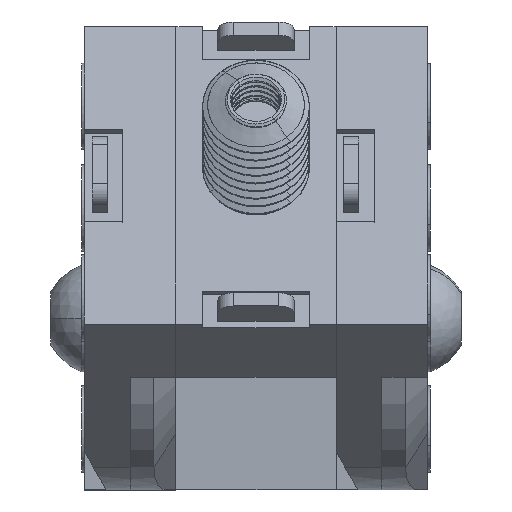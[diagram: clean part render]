
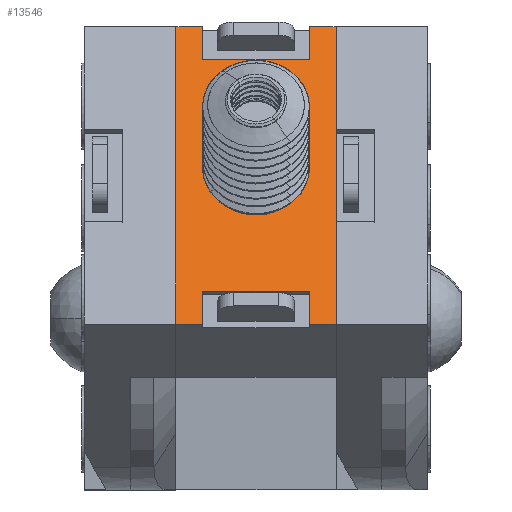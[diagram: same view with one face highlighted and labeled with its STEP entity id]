
A CAD part, front view. The second image highlights one B-rep face of the part: STEP entity #13546.
In plain terms, the highlighted planar face has unit normal (0, -0.866, 0.5).
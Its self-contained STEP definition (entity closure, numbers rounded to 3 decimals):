
#1450 = EDGE_CURVE ( 'NONE', #11821, #3168, #16665, .T. ) ;
#1456 = EDGE_CURVE ( 'NONE', #3168, #11039, #16676, .T. ) ;
#1476 = EDGE_CURVE ( 'NONE', #11448, #11910, #16753, .T. ) ;
#1480 = EDGE_CURVE ( 'NONE', #11821, #3133, #16763, .T. ) ;
#1485 = EDGE_CURVE ( 'NONE', #3178, #3133, #16761, .T. ) ;
#1509 = EDGE_CURVE ( 'NONE', #3313, #2750, #16693, .T. ) ;
#1510 = EDGE_CURVE ( 'NONE', #2750, #3313, #16766, .T. ) ;
#1511 = EDGE_CURVE ( 'NONE', #3125, #3169, #16695, .T. ) ;
#1512 = EDGE_CURVE ( 'NONE', #11039, #11910, #15062, .T. ) ;
#2750 = VERTEX_POINT ( 'NONE', #13700 ) ;
#3123 = VERTEX_POINT ( 'NONE', #13926 ) ;
#3125 = VERTEX_POINT ( 'NONE', #13933 ) ;
#3133 = VERTEX_POINT ( 'NONE', #13932 ) ;
#3168 = VERTEX_POINT ( 'NONE', #13950 ) ;
#3169 = VERTEX_POINT ( 'NONE', #13953 ) ;
#3178 = VERTEX_POINT ( 'NONE', #13951 ) ;
#3180 = VERTEX_POINT ( 'NONE', #13958 ) ;
#3313 = VERTEX_POINT ( 'NONE', #14062 ) ;
#3478 = VECTOR ( 'NONE', #14485, 1000. ) ;
#3481 = LINE ( 'NONE', #14484, #3478 ) ;
#3484 = VECTOR ( 'NONE', #14479, 1000. ) ;
#3495 = LINE ( 'NONE', #14466, #3484 ) ;
#3511 = VECTOR ( 'NONE', #14438, 1000. ) ;
#3515 = LINE ( 'NONE', #14443, #3511 ) ;
#4426 = FACE_BOUND ( 'NONE', #13192, .T. ) ;
#4435 = FACE_OUTER_BOUND ( 'NONE', #13186, .T. ) ;
#4578 = LINE ( 'NONE', #16981, #4581 ) ;
#4581 = VECTOR ( 'NONE', #16982, 1000. ) ;
#4639 = AXIS2_PLACEMENT_3D ( 'NONE', #8695, #8704, #8705 ) ;
#6212 = AXIS2_PLACEMENT_3D ( 'NONE', #12616, #12613, #12612 ) ;
#6213 = AXIS2_PLACEMENT_3D ( 'NONE', #12607, #12587, #12588 ) ;
#6740 = EDGE_CURVE ( 'NONE', #3180, #3123, #3515, .T. ) ;
#6755 = EDGE_CURVE ( 'NONE', #3123, #10997, #3495, .T. ) ;
#6758 = EDGE_CURVE ( 'NONE', #10997, #3125, #3481, .T. ) ;
#6812 = EDGE_CURVE ( 'NONE', #3169, #3178, #16298, .T. ) ;
#7894 = CARTESIAN_POINT ( 'NONE',  ( -5.955, -52.776, 60.736 ) ) ;
#7922 = CARTESIAN_POINT ( 'NONE',  ( 8.045, -52.776, 60.736 ) ) ;
#8695 = CARTESIAN_POINT ( 'NONE',  ( -9.455, -75.276, 21.764 ) ) ;
#8699 = PLANE ( 'NONE',  #4639 ) ;
#8704 = DIRECTION ( 'NONE',  ( 0., 0.866, -0.5 ) ) ;
#8705 = DIRECTION ( 'NONE',  ( 0., 0.5, 0.866 ) ) ;
#9682 = CARTESIAN_POINT ( 'NONE',  ( -9.455, -75.276, 21.764 ) ) ;
#9683 = DIRECTION ( 'NONE',  ( -1., 0., 0. ) ) ;
#10560 = CARTESIAN_POINT ( 'NONE',  ( 8.045, -72.776, 26.095 ) ) ;
#10580 = CARTESIAN_POINT ( 'NONE',  ( 8.045, -55.276, 56.405 ) ) ;
#10619 = CARTESIAN_POINT ( 'NONE',  ( 11.545, -52.776, 60.736 ) ) ;
#10997 = VERTEX_POINT ( 'NONE', #10560 ) ;
#11039 = VERTEX_POINT ( 'NONE', #10580 ) ;
#11103 = ORIENTED_EDGE ( 'NONE', *, *, #1510, .T. ) ;
#11431 = ORIENTED_EDGE ( 'NONE', *, *, #6755, .F. ) ;
#11436 = ORIENTED_EDGE ( 'NONE', *, *, #6740, .F. ) ;
#11448 = VERTEX_POINT ( 'NONE', #10619 ) ;
#11472 = ORIENTED_EDGE ( 'NONE', *, *, #1512, .F. ) ;
#11606 = ORIENTED_EDGE ( 'NONE', *, *, #1476, .T. ) ;
#11678 = ORIENTED_EDGE ( 'NONE', *, *, #15743, .T. ) ;
#11808 = ORIENTED_EDGE ( 'NONE', *, *, #1485, .F. ) ;
#11810 = ORIENTED_EDGE ( 'NONE', *, *, #1456, .F. ) ;
#11811 = ORIENTED_EDGE ( 'NONE', *, *, #1511, .F. ) ;
#11821 = VERTEX_POINT ( 'NONE', #7894 ) ;
#11828 = ORIENTED_EDGE ( 'NONE', *, *, #1480, .T. ) ;
#11829 = ORIENTED_EDGE ( 'NONE', *, *, #6758, .F. ) ;
#11910 = VERTEX_POINT ( 'NONE', #7922 ) ;
#11998 = ORIENTED_EDGE ( 'NONE', *, *, #1509, .T. ) ;
#12003 = ORIENTED_EDGE ( 'NONE', *, *, #6812, .F. ) ;
#12177 = ORIENTED_EDGE ( 'NONE', *, *, #1450, .F. ) ;
#12587 = DIRECTION ( 'NONE',  ( 0., 0.866, -0.5 ) ) ;
#12588 = DIRECTION ( 'NONE',  ( 0., 0.5, 0.866 ) ) ;
#12590 = DIRECTION ( 'NONE',  ( 0., 0.5, 0.866 ) ) ;
#12607 = CARTESIAN_POINT ( 'NONE',  ( 1.045, -64.026, 41.25 ) ) ;
#12609 = CARTESIAN_POINT ( 'NONE',  ( 8.045, -52.776, 60.736 ) ) ;
#12612 = DIRECTION ( 'NONE',  ( 0., 0.5, 0.866 ) ) ;
#12613 = DIRECTION ( 'NONE',  ( 0., 0.866, -0.5 ) ) ;
#12616 = CARTESIAN_POINT ( 'NONE',  ( 1.045, -64.026, 41.25 ) ) ;
#12617 = DIRECTION ( 'NONE',  ( 0., -0.5, -0.866 ) ) ;
#12665 = CARTESIAN_POINT ( 'NONE',  ( -5.955, -75.276, 21.764 ) ) ;
#12712 = DIRECTION ( 'NONE',  ( 0., 0.5, 0.866 ) ) ;
#12757 = DIRECTION ( 'NONE',  ( -1., 0., 0. ) ) ;
#12772 = CARTESIAN_POINT ( 'NONE',  ( -9.455, -75.276, 21.764 ) ) ;
#12794 = CARTESIAN_POINT ( 'NONE',  ( -9.455, -52.776, 60.736 ) ) ;
#12801 = DIRECTION ( 'NONE',  ( -1., 0., 0. ) ) ;
#12811 = CARTESIAN_POINT ( 'NONE',  ( -9.455, -52.776, 60.736 ) ) ;
#13186 = EDGE_LOOP ( 'NONE', ( #11810, #12177, #11828, #11808, #12003, #11811, #11829, #11431, #11436, #11678, #11606, #11472 ) ) ;
#13192 = EDGE_LOOP ( 'NONE', ( #11103, #11998 ) ) ;
#13546 = ADVANCED_FACE ( 'NONE', ( #4426, #4435 ), #8699, .F. ) ;
#13700 = CARTESIAN_POINT ( 'NONE',  ( 1.045, -61.976, 44.801 ) ) ;
#13926 = CARTESIAN_POINT ( 'NONE',  ( 8.045, -75.276, 21.764 ) ) ;
#13932 = CARTESIAN_POINT ( 'NONE',  ( -9.455, -52.776, 60.736 ) ) ;
#13933 = CARTESIAN_POINT ( 'NONE',  ( -5.955, -72.776, 26.095 ) ) ;
#13950 = CARTESIAN_POINT ( 'NONE',  ( -5.955, -55.276, 56.405 ) ) ;
#13951 = CARTESIAN_POINT ( 'NONE',  ( -9.455, -75.276, 21.764 ) ) ;
#13953 = CARTESIAN_POINT ( 'NONE',  ( -5.955, -75.276, 21.764 ) ) ;
#13958 = CARTESIAN_POINT ( 'NONE',  ( 11.545, -75.276, 21.764 ) ) ;
#14062 = CARTESIAN_POINT ( 'NONE',  ( 1.045, -66.076, 37.699 ) ) ;
#14438 = DIRECTION ( 'NONE',  ( -1., 0., 0. ) ) ;
#14443 = CARTESIAN_POINT ( 'NONE',  ( -9.455, -75.276, 21.764 ) ) ;
#14466 = CARTESIAN_POINT ( 'NONE',  ( 8.045, -75.276, 21.764 ) ) ;
#14479 = DIRECTION ( 'NONE',  ( 0., 0.5, 0.866 ) ) ;
#14484 = CARTESIAN_POINT ( 'NONE',  ( -5.955, -72.776, 26.095 ) ) ;
#14485 = DIRECTION ( 'NONE',  ( -1., 0., 0. ) ) ;
#15059 = VECTOR ( 'NONE', #12590, 1000. ) ;
#15062 = LINE ( 'NONE', #12609, #15059 ) ;
#15692 = CARTESIAN_POINT ( 'NONE',  ( -5.955, -52.776, 60.736 ) ) ;
#15694 = DIRECTION ( 'NONE',  ( 0., -0.5, -0.866 ) ) ;
#15710 = CARTESIAN_POINT ( 'NONE',  ( -5.955, -55.276, 56.405 ) ) ;
#15712 = DIRECTION ( 'NONE',  ( 1., 0., 0. ) ) ;
#15743 = EDGE_CURVE ( 'NONE', #3180, #11448, #4578, .T. ) ;
#16295 = VECTOR ( 'NONE', #9683, 1000. ) ;
#16298 = LINE ( 'NONE', #9682, #16295 ) ;
#16665 = LINE ( 'NONE', #15692, #16668 ) ;
#16668 = VECTOR ( 'NONE', #15694, 1000. ) ;
#16676 = LINE ( 'NONE', #15710, #16679 ) ;
#16679 = VECTOR ( 'NONE', #15712, 1000. ) ;
#16693 = CIRCLE ( 'NONE', #6212, 4.1 ) ;
#16695 = LINE ( 'NONE', #12665, #16697 ) ;
#16697 = VECTOR ( 'NONE', #12617, 1000. ) ;
#16734 = VECTOR ( 'NONE', #12801, 1000. ) ;
#16743 = VECTOR ( 'NONE', #12712, 1000. ) ;
#16753 = LINE ( 'NONE', #12811, #16734 ) ;
#16761 = LINE ( 'NONE', #12772, #16743 ) ;
#16763 = LINE ( 'NONE', #12794, #16779 ) ;
#16766 = CIRCLE ( 'NONE', #6213, 4.1 ) ;
#16779 = VECTOR ( 'NONE', #12757, 1000. ) ;
#16981 = CARTESIAN_POINT ( 'NONE',  ( 11.545, -75.276, 21.764 ) ) ;
#16982 = DIRECTION ( 'NONE',  ( 0., 0.5, 0.866 ) ) ;
